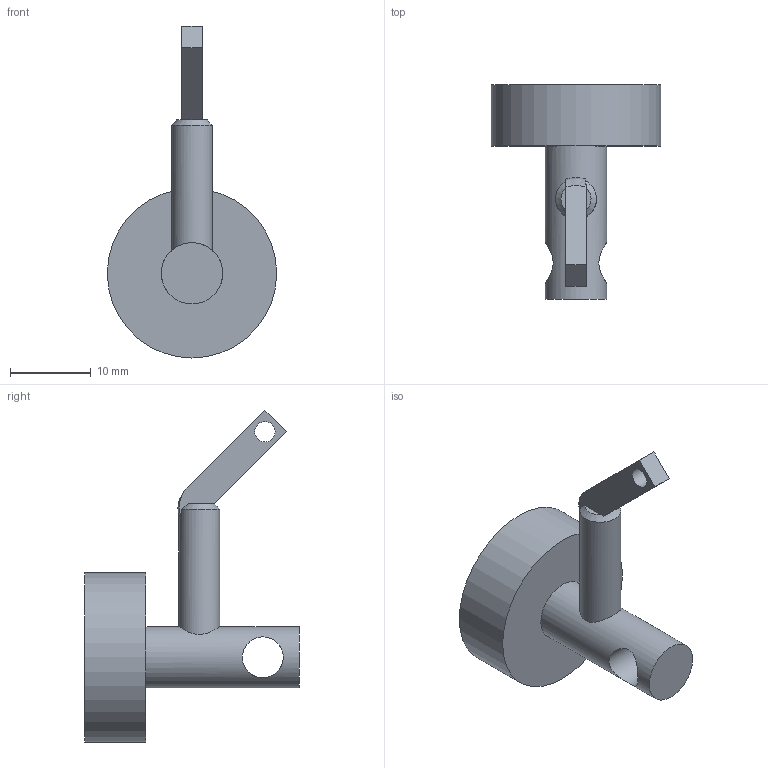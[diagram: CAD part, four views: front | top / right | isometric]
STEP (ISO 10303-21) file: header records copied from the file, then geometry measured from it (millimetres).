
FILE_DESCRIPTION(/* description */ (''),/* implementation_level */ '2;1');
FILE_NAME(/* name */ 'WHEELS.stp',/* time_stamp */ '2024-08-21T16:40:17-04:00',/* author */ ('darkb'),/* organization */ (''),/* preprocessor_version */ 'ST-DEVELOPER v20',/* originating_system */ 'Autodesk Inventor 2025',/* authorisation */ '');
FILE_SCHEMA (('AUTOMOTIVE_DESIGN { 1 0 10303 214 3 1 1 }'));
Length unit declared in the file: inch
Products named in the file (1): WHEELS
Bounding box: 21.04 x 26.67 x 41.24 mm (x, y, z)
Volume: 3012.1 mm3; surface area: 2627.3 mm2
Topology: 1 solids, 1 shells, 27 faces, 61 edges, 45 vertices
Faces by surface type: plane 17, cylinder 8, bspline 1, cone 1
Full cylindrical faces by diameter (mm): 2.54 x1, 3.416 x1, 5.08 x2, 7.62 x1, 8.496 x1, 15.957 x1, 21.037 x1
Entity records: 1113 total; most frequent: CARTESIAN_POINT 448, ORIENTED_EDGE 122, DIRECTION 121, EDGE_CURVE 61, AXIS2_PLACEMENT_3D 46, VERTEX_POINT 40, EDGE_LOOP 35, LINE 29
